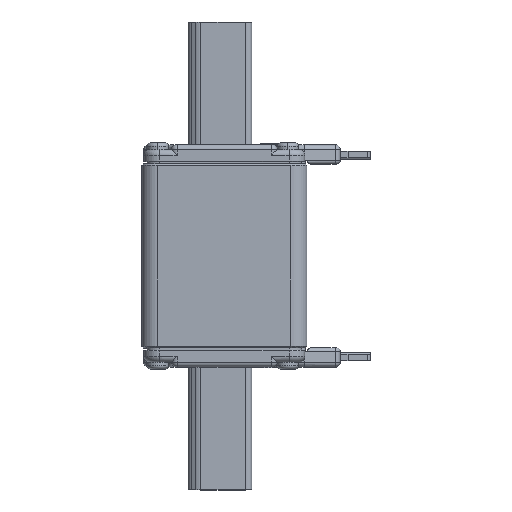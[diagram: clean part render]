
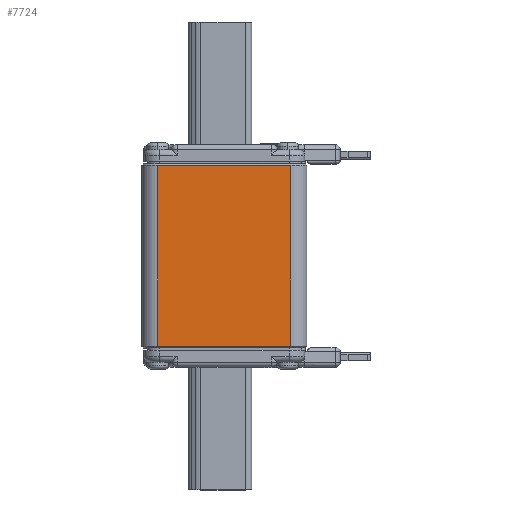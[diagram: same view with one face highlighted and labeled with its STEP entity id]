
A CAD part, top view. The second image highlights one B-rep face of the part: STEP entity #7724.
In plain terms, the highlighted planar face has unit normal (0, 0, 1).
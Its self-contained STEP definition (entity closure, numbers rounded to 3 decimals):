
#816 = VERTEX_POINT ( 'NONE', #16137 ) ;
#1165 = LINE ( 'NONE', #1765, #5254 ) ;
#1765 = CARTESIAN_POINT ( 'NONE',  ( 21., 29., 19.5 ) ) ;
#1993 = ORIENTED_EDGE ( 'NONE', *, *, #17008, .T. ) ;
#3056 = VECTOR ( 'NONE', #4631, 1000. ) ;
#3466 = VECTOR ( 'NONE', #4043, 1000. ) ;
#3731 = EDGE_CURVE ( 'NONE', #9450, #816, #20559, .T. ) ;
#4043 = DIRECTION ( 'NONE',  ( -1., 0., 0. ) ) ;
#4631 = DIRECTION ( 'NONE',  ( 0., -1., 0. ) ) ;
#5254 = VECTOR ( 'NONE', #6992, 1000. ) ;
#5515 = CARTESIAN_POINT ( 'NONE',  ( -26., 29., 19.5 ) ) ;
#6992 = DIRECTION ( 'NONE',  ( 0., 1., 0. ) ) ;
#7724 = ADVANCED_FACE ( 'NONE', ( #10684 ), #14066, .F. ) ;
#8963 = DIRECTION ( 'NONE',  ( 0., 0., -1. ) ) ;
#9134 = EDGE_CURVE ( 'NONE', #19137, #10604, #1165, .T. ) ;
#9450 = VERTEX_POINT ( 'NONE', #21761 ) ;
#9798 = CARTESIAN_POINT ( 'NONE',  ( 21., 28.5, 19.5 ) ) ;
#9837 = CARTESIAN_POINT ( 'NONE',  ( -21., 29., 19.5 ) ) ;
#10604 = VERTEX_POINT ( 'NONE', #9798 ) ;
#10684 = FACE_OUTER_BOUND ( 'NONE', #18571, .T. ) ;
#10973 = CARTESIAN_POINT ( 'NONE',  ( -21., 28.5, 19.5 ) ) ;
#11858 = ORIENTED_EDGE ( 'NONE', *, *, #3731, .T. ) ;
#12965 = CARTESIAN_POINT ( 'NONE',  ( -26., -28.5, 19.5 ) ) ;
#14066 = PLANE ( 'NONE',  #19251 ) ;
#14218 = LINE ( 'NONE', #12965, #18771 ) ;
#16137 = CARTESIAN_POINT ( 'NONE',  ( -21., -28.5, 19.5 ) ) ;
#16648 = LINE ( 'NONE', #10973, #3466 ) ;
#17008 = EDGE_CURVE ( 'NONE', #816, #19137, #14218, .T. ) ;
#17806 = CARTESIAN_POINT ( 'NONE',  ( 21., -28.5, 19.5 ) ) ;
#18571 = EDGE_LOOP ( 'NONE', ( #11858, #1993, #20570, #20992 ) ) ;
#18771 = VECTOR ( 'NONE', #19848, 1000. ) ;
#19137 = VERTEX_POINT ( 'NONE', #17806 ) ;
#19251 = AXIS2_PLACEMENT_3D ( 'NONE', #5515, #8963, #20950 ) ;
#19848 = DIRECTION ( 'NONE',  ( 1., 0., 0. ) ) ;
#20559 = LINE ( 'NONE', #9837, #3056 ) ;
#20570 = ORIENTED_EDGE ( 'NONE', *, *, #9134, .T. ) ;
#20950 = DIRECTION ( 'NONE',  ( -1., 0., 0. ) ) ;
#20992 = ORIENTED_EDGE ( 'NONE', *, *, #21113, .T. ) ;
#21113 = EDGE_CURVE ( 'NONE', #10604, #9450, #16648, .T. ) ;
#21761 = CARTESIAN_POINT ( 'NONE',  ( -21., 28.5, 19.5 ) ) ;
